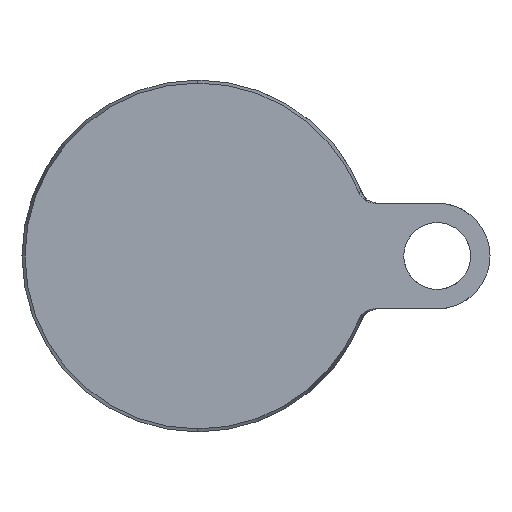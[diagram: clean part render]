
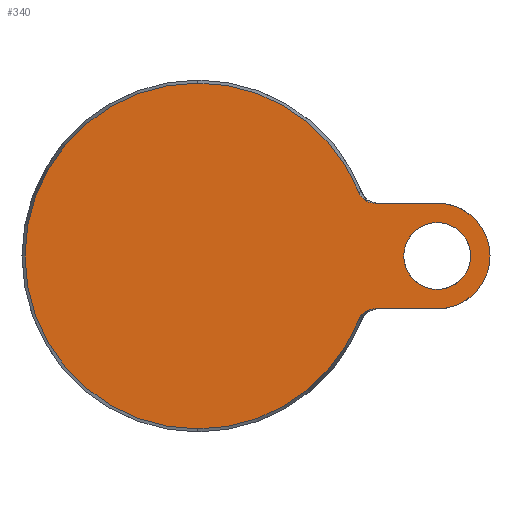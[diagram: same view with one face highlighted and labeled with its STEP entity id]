
A CAD part, front view. The second image highlights one B-rep face of the part: STEP entity #340.
In plain terms, the highlighted planar face has unit normal (0, -1, 0).
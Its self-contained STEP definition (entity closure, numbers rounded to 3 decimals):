
#1 = VECTOR ( 'NONE', #818, 1000. ) ;
#3 = AXIS2_PLACEMENT_3D ( 'NONE', #1005, #711, #150 ) ;
#5 = ORIENTED_EDGE ( 'NONE', *, *, #443, .F. ) ;
#7 = EDGE_CURVE ( 'NONE', #778, #1113, #317, .T. ) ;
#38 = EDGE_CURVE ( 'NONE', #527, #1171, #866, .T. ) ;
#49 = ORIENTED_EDGE ( 'NONE', *, *, #1182, .F. ) ;
#79 = FACE_OUTER_BOUND ( 'NONE', #438, .T. ) ;
#103 = DIRECTION ( 'NONE',  ( 0., 0., 1. ) ) ;
#105 = CARTESIAN_POINT ( 'NONE',  ( 50.113, 0., -15. ) ) ;
#106 = DIRECTION ( 'NONE',  ( 0., 1., 0. ) ) ;
#108 = DIRECTION ( 'NONE',  ( 0., 1., 0. ) ) ;
#136 = DIRECTION ( 'NONE',  ( 0., 0., -1. ) ) ;
#139 = CARTESIAN_POINT ( 'NONE',  ( 45.66, 0., 18.169 ) ) ;
#140 = ORIENTED_EDGE ( 'NONE', *, *, #1097, .T. ) ;
#150 = DIRECTION ( 'NONE',  ( 0., 0., 1. ) ) ;
#151 = AXIS2_PLACEMENT_3D ( 'NONE', #734, #106, #374 ) ;
#184 = CARTESIAN_POINT ( 'NONE',  ( 45.848, 0., 17.699 ) ) ;
#186 = EDGE_CURVE ( 'NONE', #376, #656, #515, .T. ) ;
#192 = CARTESIAN_POINT ( 'NONE',  ( 48.407, 0., 15.384 ) ) ;
#194 = CARTESIAN_POINT ( 'NONE',  ( 49.862, 0., -15.019 ) ) ;
#208 = VERTEX_POINT ( 'NONE', #680 ) ;
#209 = DIRECTION ( 'NONE',  ( 0., 0., -1. ) ) ;
#226 = CARTESIAN_POINT ( 'NONE',  ( 0., 0., 0. ) ) ;
#271 = CARTESIAN_POINT ( 'NONE',  ( 47.738, 0., 15.721 ) ) ;
#279 = CARTESIAN_POINT ( 'NONE',  ( 68., 0., 0. ) ) ;
#281 = CARTESIAN_POINT ( 'NONE',  ( 46.749, 0., -16.497 ) ) ;
#286 = CARTESIAN_POINT ( 'NONE',  ( 48.637, 0., -15.295 ) ) ;
#290 = CARTESIAN_POINT ( 'NONE',  ( 47.955, 0., 15.598 ) ) ;
#310 = DIRECTION ( 'NONE',  ( 0., -1., 0. ) ) ;
#317 = B_SPLINE_CURVE_WITH_KNOTS ( 'NONE', 3,
 ( #655, #1033, #1105, #938, #192, #290, #271, #920, #362, #550, #557, #934, #184, #452 ),
 .UNSPECIFIED., .F., .F.,
 ( 4, 2, 2, 2, 2, 2, 4 ),
 ( 0., 0.001, 0.002, 0.003, 0.004, 0.004, 0.006 ),
 .UNSPECIFIED. ) ;
#319 = LINE ( 'NONE', #397, #549 ) ;
#323 = CARTESIAN_POINT ( 'NONE',  ( 0., 0., 49.143 ) ) ;
#340 = ADVANCED_FACE ( 'NONE', ( #79, #987 ), #1164, .F. ) ;
#342 = CARTESIAN_POINT ( 'NONE',  ( 50.366, 0., 15. ) ) ;
#362 = CARTESIAN_POINT ( 'NONE',  ( 47.122, 0., 16.157 ) ) ;
#372 = CARTESIAN_POINT ( 'NONE',  ( 45.848, 0., -17.699 ) ) ;
#374 = DIRECTION ( 'NONE',  ( 0., 0., 1. ) ) ;
#376 = VERTEX_POINT ( 'NONE', #978 ) ;
#377 = CARTESIAN_POINT ( 'NONE',  ( 47.73, 0., -15.726 ) ) ;
#378 = EDGE_CURVE ( 'NONE', #1171, #527, #828, .T. ) ;
#395 = DIRECTION ( 'NONE',  ( 0., 1., 0. ) ) ;
#397 = CARTESIAN_POINT ( 'NONE',  ( 15., 0., 15. ) ) ;
#413 = CARTESIAN_POINT ( 'NONE',  ( 68., 0., -15. ) ) ;
#438 = EDGE_LOOP ( 'NONE', ( #49, #1053, #1129, #754, #854, #140, #5, #540 ) ) ;
#443 = EDGE_CURVE ( 'NONE', #656, #596, #1110, .T. ) ;
#452 = CARTESIAN_POINT ( 'NONE',  ( 45.66, 0., 18.169 ) ) ;
#478 = DIRECTION ( 'NONE',  ( 1., 0., 0. ) ) ;
#495 = CARTESIAN_POINT ( 'NONE',  ( 68., 0., -9.5 ) ) ;
#515 = CIRCLE ( 'NONE', #1042, 15. ) ;
#527 = VERTEX_POINT ( 'NONE', #946 ) ;
#540 = ORIENTED_EDGE ( 'NONE', *, *, #186, .F. ) ;
#549 = VECTOR ( 'NONE', #478, 1000. ) ;
#550 = CARTESIAN_POINT ( 'NONE',  ( 46.751, 0., 16.495 ) ) ;
#557 = CARTESIAN_POINT ( 'NONE',  ( 46.58, 0., 16.677 ) ) ;
#565 = EDGE_CURVE ( 'NONE', #208, #622, #926, .T. ) ;
#596 = VERTEX_POINT ( 'NONE', #965 ) ;
#608 = CARTESIAN_POINT ( 'NONE',  ( 0., 0., 0. ) ) ;
#612 = EDGE_CURVE ( 'NONE', #662, #208, #669, .T. ) ;
#622 = VERTEX_POINT ( 'NONE', #756 ) ;
#628 = ORIENTED_EDGE ( 'NONE', *, *, #38, .T. ) ;
#646 = AXIS2_PLACEMENT_3D ( 'NONE', #608, #985, #707 ) ;
#648 = CARTESIAN_POINT ( 'NONE',  ( 49.116, 0., -15.149 ) ) ;
#655 = CARTESIAN_POINT ( 'NONE',  ( 50.366, 0., 15. ) ) ;
#656 = VERTEX_POINT ( 'NONE', #413 ) ;
#662 = VERTEX_POINT ( 'NONE', #323 ) ;
#669 = CIRCLE ( 'NONE', #796, 49.143 ) ;
#673 = CARTESIAN_POINT ( 'NONE',  ( 68., 0., 0. ) ) ;
#680 = CARTESIAN_POINT ( 'NONE',  ( 0., 0., -49.143 ) ) ;
#707 = DIRECTION ( 'NONE',  ( 0., 0., -1. ) ) ;
#711 = DIRECTION ( 'NONE',  ( 0., 1., 0. ) ) ;
#727 = CARTESIAN_POINT ( 'NONE',  ( 45.66, 0., -18.169 ) ) ;
#734 = CARTESIAN_POINT ( 'NONE',  ( 68., 0., 0. ) ) ;
#738 = CARTESIAN_POINT ( 'NONE',  ( 47.952, 0., -15.6 ) ) ;
#754 = ORIENTED_EDGE ( 'NONE', *, *, #612, .T. ) ;
#756 = CARTESIAN_POINT ( 'NONE',  ( 45.66, 0., -18.169 ) ) ;
#757 = DIRECTION ( 'NONE',  ( 0., 0., -1. ) ) ;
#768 = EDGE_CURVE ( 'NONE', #1113, #662, #845, .T. ) ;
#778 = VERTEX_POINT ( 'NONE', #342 ) ;
#796 = AXIS2_PLACEMENT_3D ( 'NONE', #226, #956, #136 ) ;
#818 = DIRECTION ( 'NONE',  ( -1., 0., 0. ) ) ;
#828 = CIRCLE ( 'NONE', #151, 9.5 ) ;
#835 = CARTESIAN_POINT ( 'NONE',  ( 47.314, 0., -16.005 ) ) ;
#845 = CIRCLE ( 'NONE', #646, 49.143 ) ;
#854 = ORIENTED_EDGE ( 'NONE', *, *, #565, .T. ) ;
#866 = CIRCLE ( 'NONE', #1061, 9.5 ) ;
#914 = CARTESIAN_POINT ( 'NONE',  ( 15., 0., -15. ) ) ;
#917 = EDGE_LOOP ( 'NONE', ( #948, #628 ) ) ;
#920 = CARTESIAN_POINT ( 'NONE',  ( 47.322, 0., 16. ) ) ;
#926 = CIRCLE ( 'NONE', #1083, 49.143 ) ;
#928 = B_SPLINE_CURVE_WITH_KNOTS ( 'NONE', 3,
 ( #727, #372, #932, #1107, #281, #1017, #835, #377, #738, #1114, #286, #648, #1025, #194, #105, #1041 ),
 .UNSPECIFIED., .F., .F.,
 ( 4, 2, 2, 2, 2, 2, 2, 4 ),
 ( 0., 0.001, 0.002, 0.003, 0.004, 0.004, 0.005, 0.006 ),
 .UNSPECIFIED. ) ;
#932 = CARTESIAN_POINT ( 'NONE',  ( 46.1, 0., -17.269 ) ) ;
#934 = CARTESIAN_POINT ( 'NONE',  ( 46.108, 0., 17.258 ) ) ;
#938 = CARTESIAN_POINT ( 'NONE',  ( 48.644, 0., 15.292 ) ) ;
#946 = CARTESIAN_POINT ( 'NONE',  ( 68., 0., 9.5 ) ) ;
#948 = ORIENTED_EDGE ( 'NONE', *, *, #378, .T. ) ;
#956 = DIRECTION ( 'NONE',  ( 0., -1., 0. ) ) ;
#965 = CARTESIAN_POINT ( 'NONE',  ( 50.366, 0., -15. ) ) ;
#978 = CARTESIAN_POINT ( 'NONE',  ( 68., 0., 15. ) ) ;
#985 = DIRECTION ( 'NONE',  ( 0., -1., 0. ) ) ;
#987 = FACE_BOUND ( 'NONE', #917, .T. ) ;
#1005 = CARTESIAN_POINT ( 'NONE',  ( -49.143, 0., 0. ) ) ;
#1017 = CARTESIAN_POINT ( 'NONE',  ( 47.118, 0., -16.16 ) ) ;
#1025 = CARTESIAN_POINT ( 'NONE',  ( 49.363, 0., -15.093 ) ) ;
#1033 = CARTESIAN_POINT ( 'NONE',  ( 49.86, 0., 15. ) ) ;
#1037 = CARTESIAN_POINT ( 'NONE',  ( 0., 0., 0. ) ) ;
#1041 = CARTESIAN_POINT ( 'NONE',  ( 50.366, 0., -15. ) ) ;
#1042 = AXIS2_PLACEMENT_3D ( 'NONE', #673, #395, #757 ) ;
#1053 = ORIENTED_EDGE ( 'NONE', *, *, #7, .T. ) ;
#1061 = AXIS2_PLACEMENT_3D ( 'NONE', #279, #108, #103 ) ;
#1083 = AXIS2_PLACEMENT_3D ( 'NONE', #1037, #310, #209 ) ;
#1097 = EDGE_CURVE ( 'NONE', #622, #596, #928, .T. ) ;
#1105 = CARTESIAN_POINT ( 'NONE',  ( 49.366, 0., 15.074 ) ) ;
#1107 = CARTESIAN_POINT ( 'NONE',  ( 46.575, 0., -16.681 ) ) ;
#1110 = LINE ( 'NONE', #914, #1 ) ;
#1113 = VERTEX_POINT ( 'NONE', #139 ) ;
#1114 = CARTESIAN_POINT ( 'NONE',  ( 48.405, 0., -15.385 ) ) ;
#1129 = ORIENTED_EDGE ( 'NONE', *, *, #768, .T. ) ;
#1164 = PLANE ( 'NONE',  #3 ) ;
#1171 = VERTEX_POINT ( 'NONE', #495 ) ;
#1182 = EDGE_CURVE ( 'NONE', #778, #376, #319, .T. ) ;
